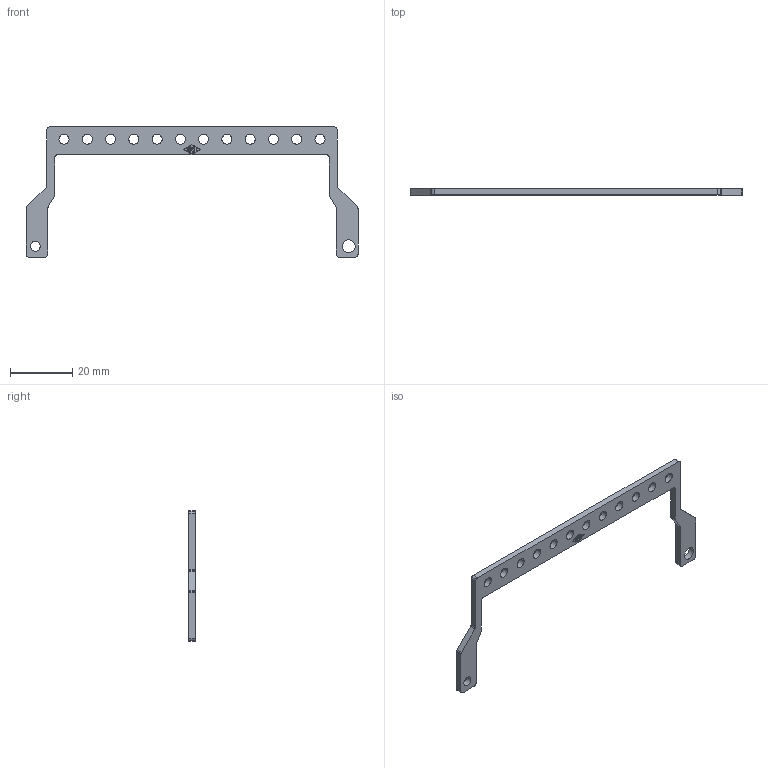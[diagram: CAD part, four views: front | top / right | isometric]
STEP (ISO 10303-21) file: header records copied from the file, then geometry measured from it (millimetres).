
FILE_DESCRIPTION((''),'2;1');
FILE_NAME('CR 24 AT.stp','2007-01-02T17:37:47',('gembarski'),(''),'Autodesk Inventor 7','Autodesk Inventor 7','');
FILE_SCHEMA(('AUTOMOTIVE_DESIGN { 1 0 10303 214 1 1 1 1 }'));
Length unit declared in the file: millimetre
Products named in the file (1): CR 24 AT
Bounding box: 107 x 2 x 42 mm (x, y, z)
Volume: 2130.5 mm3; surface area: 3129.7 mm2
Topology: 1 solids, 1 shells, 127 faces, 357 edges, 238 vertices
Faces by surface type: plane 55, cylinder 48, bspline 24
Entity records: 4546 total; most frequent: CARTESIAN_POINT 1131, ORIENTED_EDGE 714, DIRECTION 709, EDGE_CURVE 357, AXIS2_PLACEMENT_3D 248, VERTEX_POINT 238, VECTOR 213, LINE 213
